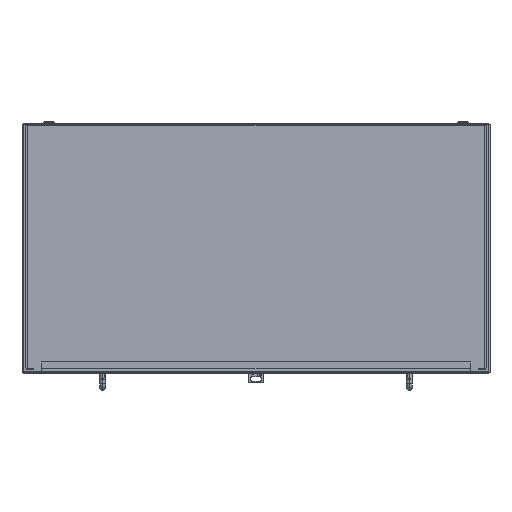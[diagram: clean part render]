
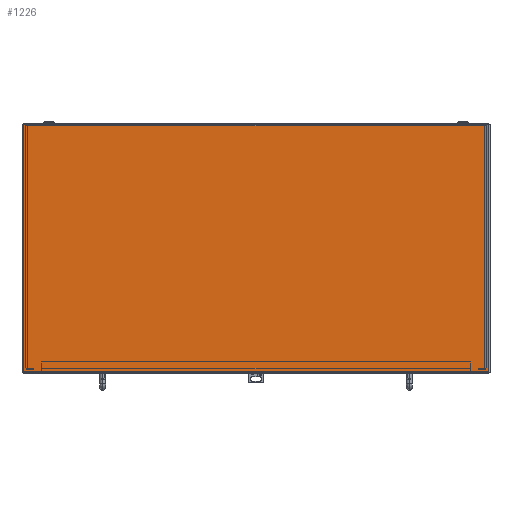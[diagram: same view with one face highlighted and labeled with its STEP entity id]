
A CAD part, top view. The second image highlights one B-rep face of the part: STEP entity #1226.
In plain terms, the highlighted planar face has unit normal (0, 0, 1).
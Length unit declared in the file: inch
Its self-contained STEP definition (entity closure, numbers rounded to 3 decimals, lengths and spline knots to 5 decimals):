
#489 = LINE ( 'NONE', #7267, #13690 ) ;
#567 = CARTESIAN_POINT ( 'NONE',  ( 15.1515, -16.142, 15.036 ) ) ;
#797 = PLANE ( 'NONE',  #6882 ) ;
#1226 = ADVANCED_FACE ( 'NONE', ( #9514 ), #797, .T. ) ;
#2749 = DIRECTION ( 'NONE',  ( 0., 0., 1. ) ) ;
#3292 = VECTOR ( 'NONE', #20403, 39.37008 ) ;
#6347 = CARTESIAN_POINT ( 'NONE',  ( 15.1515, -0.036, 15.036 ) ) ;
#6819 = CARTESIAN_POINT ( 'NONE',  ( 15.1515, -0.036, 15.036 ) ) ;
#6882 = AXIS2_PLACEMENT_3D ( 'NONE', #16552, #2749, #11473 ) ;
#7160 = EDGE_CURVE ( 'NONE', #11764, #11135, #11431, .T. ) ;
#7267 = CARTESIAN_POINT ( 'NONE',  ( -15.1515, -16.142, 15.036 ) ) ;
#7383 = DIRECTION ( 'NONE',  ( 0., 1., 0. ) ) ;
#8576 = CARTESIAN_POINT ( 'NONE',  ( -15.1515, -16.142, 15.036 ) ) ;
#9409 = ORIENTED_EDGE ( 'NONE', *, *, #7160, .F. ) ;
#9514 = FACE_OUTER_BOUND ( 'NONE', #11015, .T. ) ;
#9999 = ORIENTED_EDGE ( 'NONE', *, *, #10208, .F. ) ;
#10208 = EDGE_CURVE ( 'NONE', #17293, #11764, #20278, .T. ) ;
#10441 = VECTOR ( 'NONE', #20312, 39.37008 ) ;
#11015 = EDGE_LOOP ( 'NONE', ( #21990, #9409, #9999, #22194 ) ) ;
#11135 = VERTEX_POINT ( 'NONE', #8576 ) ;
#11310 = CARTESIAN_POINT ( 'NONE',  ( -15.1515, -0.036, 15.036 ) ) ;
#11431 = LINE ( 'NONE', #16854, #10441 ) ;
#11473 = DIRECTION ( 'NONE',  ( -1., 0., 0. ) ) ;
#11764 = VERTEX_POINT ( 'NONE', #567 ) ;
#12410 = VERTEX_POINT ( 'NONE', #22603 ) ;
#13690 = VECTOR ( 'NONE', #7383, 39.37008 ) ;
#14788 = LINE ( 'NONE', #11310, #19897 ) ;
#15547 = DIRECTION ( 'NONE',  ( 1., 0., 0. ) ) ;
#16552 = CARTESIAN_POINT ( 'NONE',  ( 15.1515, -0.036, 15.036 ) ) ;
#16854 = CARTESIAN_POINT ( 'NONE',  ( 15.1515, -16.142, 15.036 ) ) ;
#17293 = VERTEX_POINT ( 'NONE', #6819 ) ;
#18510 = EDGE_CURVE ( 'NONE', #12410, #17293, #14788, .T. ) ;
#19897 = VECTOR ( 'NONE', #15547, 39.37008 ) ;
#20091 = EDGE_CURVE ( 'NONE', #11135, #12410, #489, .T. ) ;
#20278 = LINE ( 'NONE', #6347, #3292 ) ;
#20312 = DIRECTION ( 'NONE',  ( -1., 0., 0. ) ) ;
#20403 = DIRECTION ( 'NONE',  ( 0., -1., 0. ) ) ;
#21990 = ORIENTED_EDGE ( 'NONE', *, *, #20091, .F. ) ;
#22194 = ORIENTED_EDGE ( 'NONE', *, *, #18510, .F. ) ;
#22603 = CARTESIAN_POINT ( 'NONE',  ( -15.1515, -0.036, 15.036 ) ) ;
